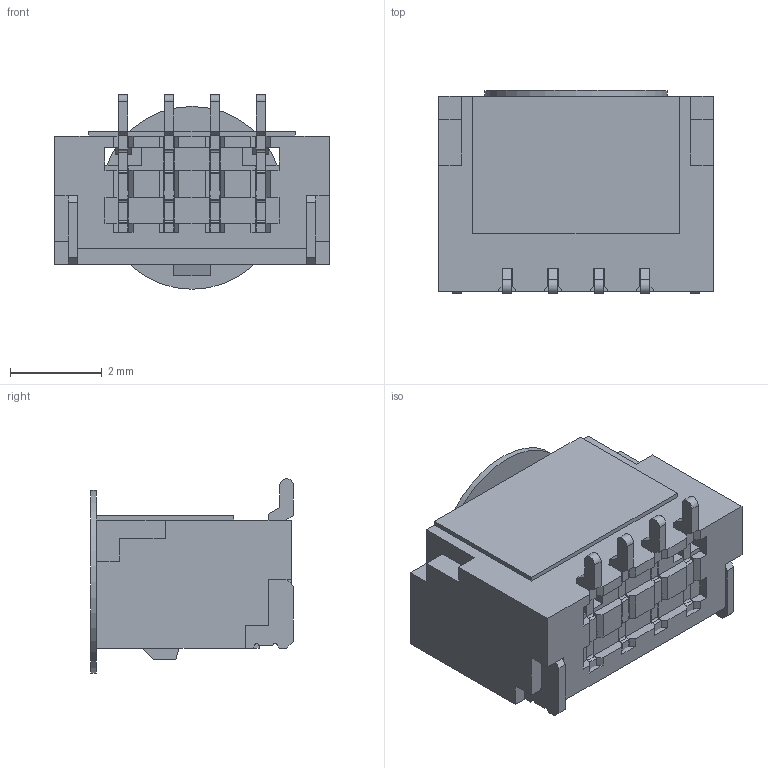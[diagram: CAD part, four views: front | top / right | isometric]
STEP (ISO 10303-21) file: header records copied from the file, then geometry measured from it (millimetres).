
FILE_DESCRIPTION(/* description */ ('STEP AP214'),/* implementation_level */ '2;1');
FILE_NAME(/* name */ 'T1M-04-GF-S-V-K-TR',/* time_stamp */ '2022-09-13T01:31:23+02:00',/* author */ ('License CC BY-ND 4.0'),/* organization */ ('CADENAS'),/* preprocessor_version */ 'ST-DEVELOPER v18.102',/* originating_system */ 'PARTsolutions',/* authorisation */ ' ');
FILE_SCHEMA (('AUTOMOTIVE_DESIGN {1 0 10303 214 3 1 1}'));
Length unit declared in the file: millimetre
Products named in the file (5): T1M-04-GF-S-V-K-TR; K-DOT-.157-.250-.005; P2T1M-04-T-S-V-TR; WT-68-01-X_wt; T1T1M-04-T-S-V-TR
Assembly tree (5 placements, depth 2):
  T1M-04-GF-S-V-K-TR
    K-DOT-.157-.250-.005
    P2T1M-04-T-S-V-TR
    WT-68-01-X_wt  x2
    T1T1M-04-T-S-V-TR
Bounding box: 6 x 4.43 x 4.25 mm (x, y, z)
Volume: 39.6 mm3; surface area: 243.2 mm2
Topology: 5 solids, 5 shells, 445 faces, 1329 edges, 886 vertices
Faces by surface type: plane 368, cylinder 77
Full cylindrical faces by diameter (mm): 3.99 x1
Entity records: 13999 total; most frequent: CARTESIAN_POINT 2495, ORIENTED_EDGE 2488, DIRECTION 2222, EDGE_CURVE 1244, LINE 1108, VECTOR 1108, VERTEX_POINT 830, AXIS2_PLACEMENT_3D 557
